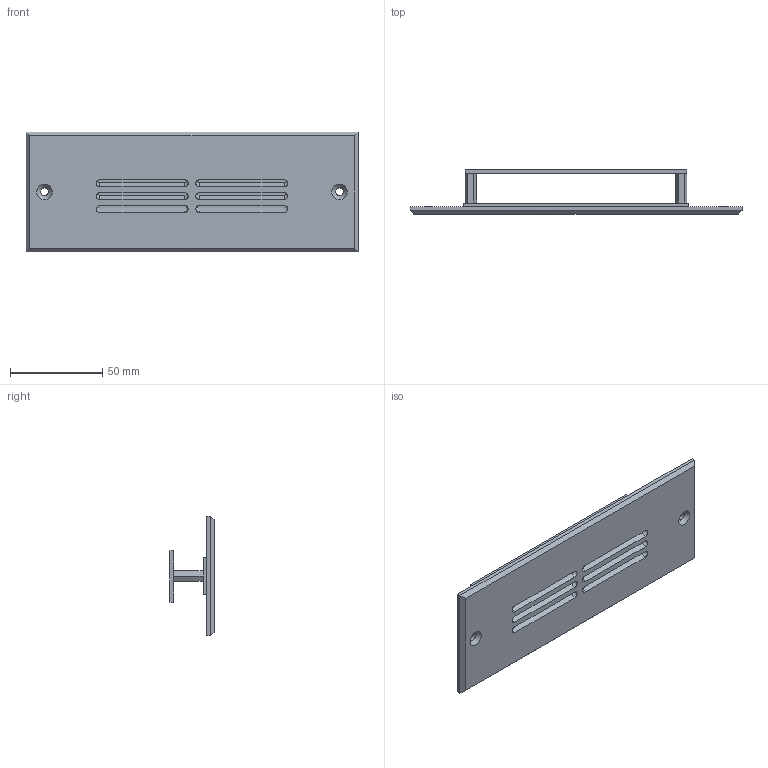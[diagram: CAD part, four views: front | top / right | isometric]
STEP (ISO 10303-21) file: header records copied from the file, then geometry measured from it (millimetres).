
FILE_DESCRIPTION(/* description */ ('Unknown'),/* implementation_level */ '2;1');
FILE_NAME(/* name */ 'SN 6109 LED 24V',/* time_stamp */ '2018-09-21T07:17:24+02:00',/* author */ ('Unknown'),/* organization */ ('Unknown'),/* preprocessor_version */ 'ST-DEVELOPER v16.7',/* originating_system */ 'DEX',/* authorisation */ $);
FILE_SCHEMA (('AUTOMOTIVE_DESIGN {1 0 10303 214 3 1 1}'));
Length unit declared in the file: millimetre
Products named in the file (1): SN 6109 LED 24V
Bounding box: 180 x 24 x 65 mm (x, y, z)
Volume: 53583.8 mm3; surface area: 36093.7 mm2
Topology: 1 solids, 3 shells, 101 faces, 250 edges, 164 vertices
Faces by surface type: plane 83, bspline 12, cylinder 4, cone 2
Full cylindrical faces by diameter (mm): 2.7 x2, 4.3 x2
Entity records: 3355 total; most frequent: CARTESIAN_POINT 998, ORIENTED_EDGE 484, DIRECTION 432, EDGE_CURVE 242, LINE 208, VECTOR 208, VERTEX_POINT 162, EDGE_LOOP 122
